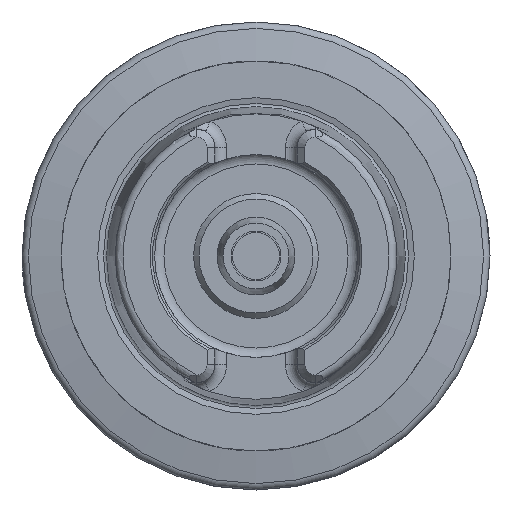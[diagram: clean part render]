
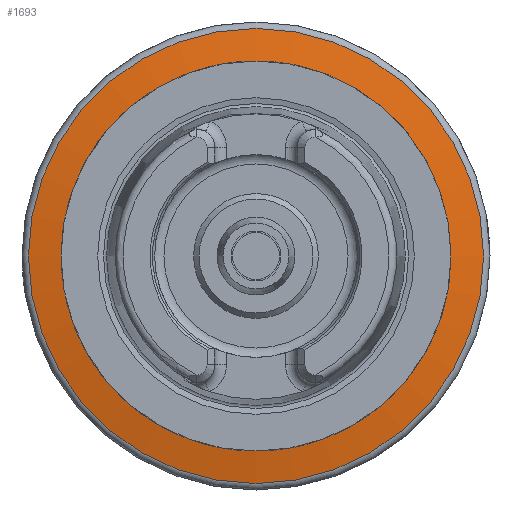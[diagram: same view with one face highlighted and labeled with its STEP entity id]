
A CAD part, left-side view. The second image highlights one B-rep face of the part: STEP entity #1693.
In plain terms, the highlighted conical face has half-angle 80 degrees and reference radius 24.962 mm.
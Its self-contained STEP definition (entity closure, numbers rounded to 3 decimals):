
#1651=CARTESIAN_POINT('',(42.,20.75,0.0));
#1652=VERTEX_POINT('',#1651);
#1653=CARTESIAN_POINT('',(42.,0.0,0.0));
#1654=DIRECTION('',(1.0,0.0,0.0));
#1655=DIRECTION('',(0.0,1.0,0.0));
#1656=AXIS2_PLACEMENT_3D('',#1653,#1654,#1655);
#1657=CIRCLE('',#1656,20.75);
#1658=EDGE_CURVE('',#1652,#1652,#1657,.T.);
#1674=CARTESIAN_POINT('',(42.743,0.0,0.0));
#1675=DIRECTION('',(1.0,0.0,0.0));
#1676=DIRECTION('',(0.0,1.0,0.0));
#1677=AXIS2_PLACEMENT_3D('',#1674,#1675,#1676);
#1678=CONICAL_SURFACE('',#1677,24.962,80.);
#1679=CARTESIAN_POINT('',(43.485,29.174,0.0));
#1680=VERTEX_POINT('',#1679);
#1681=CARTESIAN_POINT('',(43.485,0.0,0.0));
#1682=DIRECTION('',(1.0,0.0,0.0));
#1683=DIRECTION('',(0.0,1.0,0.0));
#1684=AXIS2_PLACEMENT_3D('',#1681,#1682,#1683);
#1685=CIRCLE('',#1684,29.174);
#1686=EDGE_CURVE('',#1680,#1680,#1685,.T.);
#1687=ORIENTED_EDGE('',*,*,#1686,.F.);
#1688=EDGE_LOOP('',(#1687));
#1689=FACE_OUTER_BOUND('',#1688,.T.);
#1690=ORIENTED_EDGE('',*,*,#1658,.T.);
#1691=EDGE_LOOP('',(#1690));
#1692=FACE_BOUND('',#1691,.T.);
#1693=ADVANCED_FACE('',(#1689,#1692),#1678,.T.);
